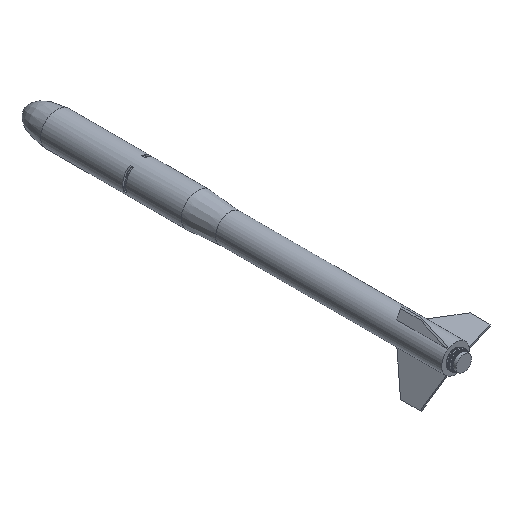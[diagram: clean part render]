
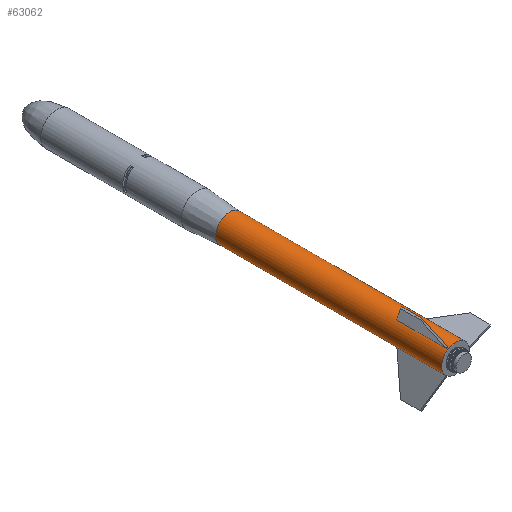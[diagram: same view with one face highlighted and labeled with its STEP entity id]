
A CAD part, isometric view. The second image highlights one B-rep face of the part: STEP entity #63062.
In plain terms, the highlighted cylindrical face has radius 28.15 mm (diameter 56.3 mm), a full revolution.
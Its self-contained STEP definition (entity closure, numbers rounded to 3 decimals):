
#15=ELLIPSE('',#67558,29.478,28.15);
#16=ELLIPSE('',#67561,33.053,28.15);
#17=ELLIPSE('',#67566,29.478,28.15);
#18=ELLIPSE('',#67570,33.053,28.15);
#19=ELLIPSE('',#67575,29.478,28.15);
#20=ELLIPSE('',#67576,29.478,28.15);
#21=ELLIPSE('',#67579,33.053,28.15);
#22=ELLIPSE('',#67580,33.053,28.15);
#33=FACE_BOUND('',#8906,.T.);
#34=FACE_BOUND('',#8907,.T.);
#61=CYLINDRICAL_SURFACE('',#67591,28.15);
#4469=FACE_OUTER_BOUND('',#8905,.T.);
#8905=EDGE_LOOP('',(#48200,#48201,#48202,#48203,#48204,#48205,#48206,#48207,
#48208,#48209,#48210,#48211,#48212));
#8906=EDGE_LOOP('',(#48213,#48214,#48215,#48216));
#8907=EDGE_LOOP('',(#48217,#48218,#48219,#48220));
#15921=LINE('',#99294,#22981);
#15927=LINE('',#99308,#22987);
#15931=LINE('',#99319,#22991);
#15939=LINE('',#99337,#22999);
#15946=LINE('',#99354,#23006);
#15952=LINE('',#99370,#23012);
#15960=LINE('',#99399,#23020);
#15961=LINE('',#99401,#23021);
#22981=VECTOR('',#83506,10.);
#22987=VECTOR('',#83518,10.);
#22991=VECTOR('',#83530,10.);
#22999=VECTOR('',#83546,10.);
#23006=VECTOR('',#83565,10.);
#23012=VECTOR('',#83579,10.);
#23020=VECTOR('',#83615,28.15);
#23021=VECTOR('',#83616,28.15);
#23405=CIRCLE('',#67589,28.15);
#23406=CIRCLE('',#67590,28.15);
#23407=CIRCLE('',#67592,28.15);
#26650=VERTEX_POINT('',#99292);
#26651=VERTEX_POINT('',#99293);
#26654=VERTEX_POINT('',#99301);
#26656=VERTEX_POINT('',#99307);
#26658=VERTEX_POINT('',#99317);
#26659=VERTEX_POINT('',#99318);
#26663=VERTEX_POINT('',#99330);
#26665=VERTEX_POINT('',#99336);
#26668=VERTEX_POINT('',#99352);
#26669=VERTEX_POINT('',#99353);
#26672=VERTEX_POINT('',#99361);
#26673=VERTEX_POINT('',#99362);
#26675=VERTEX_POINT('',#99369);
#26677=VERTEX_POINT('',#99375);
#26681=VERTEX_POINT('',#99393);
#26682=VERTEX_POINT('',#99394);
#26683=VERTEX_POINT('',#99400);
#34036=EDGE_CURVE('',#26650,#26651,#15921,.T.);
#34040=EDGE_CURVE('',#26654,#26650,#15,.T.);
#34043=EDGE_CURVE('',#26656,#26654,#15927,.T.);
#34046=EDGE_CURVE('',#26651,#26656,#16,.T.);
#34048=EDGE_CURVE('',#26658,#26659,#15931,.T.);
#34054=EDGE_CURVE('',#26663,#26658,#17,.T.);
#34057=EDGE_CURVE('',#26665,#26663,#15939,.T.);
#34062=EDGE_CURVE('',#26659,#26665,#18,.T.);
#34065=EDGE_CURVE('',#26668,#26669,#15946,.T.);
#34069=EDGE_CURVE('',#26672,#26673,#19,.T.);
#34072=EDGE_CURVE('',#26673,#26668,#20,.T.);
#34073=EDGE_CURVE('',#26675,#26672,#15952,.T.);
#34076=EDGE_CURVE('',#26669,#26677,#21,.T.);
#34078=EDGE_CURVE('',#26677,#26675,#22,.T.);
#34085=EDGE_CURVE('',#26681,#26682,#23405,.T.);
#34086=EDGE_CURVE('',#26682,#26681,#23406,.T.);
#34088=EDGE_CURVE('',#26682,#26677,#15960,.T.);
#34089=EDGE_CURVE('',#26673,#26683,#15961,.T.);
#34090=EDGE_CURVE('',#26683,#26683,#23407,.T.);
#48200=ORIENTED_EDGE('',*,*,#34085,.F.);
#48201=ORIENTED_EDGE('',*,*,#34086,.F.);
#48202=ORIENTED_EDGE('',*,*,#34088,.T.);
#48203=ORIENTED_EDGE('',*,*,#34078,.T.);
#48204=ORIENTED_EDGE('',*,*,#34073,.T.);
#48205=ORIENTED_EDGE('',*,*,#34069,.T.);
#48206=ORIENTED_EDGE('',*,*,#34089,.T.);
#48207=ORIENTED_EDGE('',*,*,#34090,.F.);
#48208=ORIENTED_EDGE('',*,*,#34089,.F.);
#48209=ORIENTED_EDGE('',*,*,#34072,.T.);
#48210=ORIENTED_EDGE('',*,*,#34065,.T.);
#48211=ORIENTED_EDGE('',*,*,#34076,.T.);
#48212=ORIENTED_EDGE('',*,*,#34088,.F.);
#48213=ORIENTED_EDGE('',*,*,#34043,.T.);
#48214=ORIENTED_EDGE('',*,*,#34040,.T.);
#48215=ORIENTED_EDGE('',*,*,#34036,.T.);
#48216=ORIENTED_EDGE('',*,*,#34046,.T.);
#48217=ORIENTED_EDGE('',*,*,#34057,.T.);
#48218=ORIENTED_EDGE('',*,*,#34054,.T.);
#48219=ORIENTED_EDGE('',*,*,#34048,.T.);
#48220=ORIENTED_EDGE('',*,*,#34062,.T.);
#63062=ADVANCED_FACE('',(#4469,#33,#34),#61,.T.);
#67558=AXIS2_PLACEMENT_3D('',#99302,#83512,#83513);
#67561=AXIS2_PLACEMENT_3D('',#99313,#83523,#83524);
#67566=AXIS2_PLACEMENT_3D('',#99331,#83540,#83541);
#67570=AXIS2_PLACEMENT_3D('',#99346,#83555,#83556);
#67575=AXIS2_PLACEMENT_3D('',#99363,#83571,#83572);
#67576=AXIS2_PLACEMENT_3D('',#99367,#83575,#83576);
#67579=AXIS2_PLACEMENT_3D('',#99376,#83584,#83585);
#67580=AXIS2_PLACEMENT_3D('',#99378,#83587,#83588);
#67589=AXIS2_PLACEMENT_3D('',#99395,#83608,#83609);
#67590=AXIS2_PLACEMENT_3D('',#99396,#83610,#83611);
#67591=AXIS2_PLACEMENT_3D('',#99398,#83613,#83614);
#67592=AXIS2_PLACEMENT_3D('',#99402,#83617,#83618);
#83506=DIRECTION('',(0.,1.,0.));
#83512=DIRECTION('center_axis',(-0.148,-0.955,0.257));
#83513=DIRECTION('ref_axis',(-0.477,0.297,0.827));
#83518=DIRECTION('',(0.,-1.,0.));
#83523=DIRECTION('center_axis',(-0.262,0.852,0.454));
#83524=DIRECTION('ref_axis',(-0.426,-0.524,0.738));
#83530=DIRECTION('',(0.,1.,0.));
#83540=DIRECTION('center_axis',(-0.148,-0.955,-0.257));
#83541=DIRECTION('ref_axis',(-0.477,0.297,-0.827));
#83546=DIRECTION('',(0.,-1.,0.));
#83555=DIRECTION('center_axis',(-0.262,0.852,-0.454));
#83556=DIRECTION('ref_axis',(-0.426,-0.524,-0.738));
#83565=DIRECTION('',(0.,1.,0.));
#83571=DIRECTION('center_axis',(0.297,-0.955,0.));
#83572=DIRECTION('ref_axis',(-0.955,-0.297,0.));
#83575=DIRECTION('center_axis',(0.297,-0.955,0.));
#83576=DIRECTION('ref_axis',(-0.955,-0.297,0.));
#83579=DIRECTION('',(0.,-1.,0.));
#83584=DIRECTION('center_axis',(0.524,0.852,0.));
#83585=DIRECTION('ref_axis',(-0.852,0.524,0.));
#83587=DIRECTION('center_axis',(0.524,0.852,0.));
#83588=DIRECTION('ref_axis',(-0.852,0.524,0.));
#83608=DIRECTION('center_axis',(0.,1.,0.));
#83609=DIRECTION('ref_axis',(-1.,0.,0.));
#83610=DIRECTION('center_axis',(0.,1.,0.));
#83611=DIRECTION('ref_axis',(-1.,0.,0.));
#83613=DIRECTION('center_axis',(0.,1.,0.));
#83614=DIRECTION('ref_axis',(-1.,0.,0.));
#83615=DIRECTION('',(0.,-1.,0.));
#83616=DIRECTION('',(0.,-1.,0.));
#83617=DIRECTION('center_axis',(0.,-1.,0.));
#83618=DIRECTION('ref_axis',(-1.,0.,0.));
#99292=CARTESIAN_POINT('',(-15.438,-119.782,23.539));
#99293=CARTESIAN_POINT('',(-15.438,-19.539,23.539));
#99294=CARTESIAN_POINT('',(-15.438,105.633,23.539));
#99301=CARTESIAN_POINT('',(-12.667,-119.782,25.139));
#99302=CARTESIAN_POINT('Origin',(0.,-128.516,
0.));
#99307=CARTESIAN_POINT('',(-12.667,-19.539,25.139));
#99308=CARTESIAN_POINT('',(-12.667,105.633,25.139));
#99313=CARTESIAN_POINT('Origin',(0.,-2.244,
0.));
#99317=CARTESIAN_POINT('',(-12.667,-119.782,-25.139));
#99318=CARTESIAN_POINT('',(-12.667,-19.539,-25.139));
#99319=CARTESIAN_POINT('',(-12.667,105.633,-25.139));
#99330=CARTESIAN_POINT('',(-15.438,-119.782,-23.539));
#99331=CARTESIAN_POINT('Origin',(0.,-128.516,
0.));
#99336=CARTESIAN_POINT('',(-15.438,-19.539,-23.539));
#99337=CARTESIAN_POINT('',(-15.438,105.633,-23.539));
#99346=CARTESIAN_POINT('Origin',(0.,-2.244,
0.));
#99352=CARTESIAN_POINT('',(28.104,-119.782,1.6));
#99353=CARTESIAN_POINT('',(28.104,-19.539,1.6));
#99354=CARTESIAN_POINT('',(28.104,105.633,1.6));
#99361=CARTESIAN_POINT('',(28.104,-119.782,-1.6));
#99362=CARTESIAN_POINT('',(28.15,-119.767,0.));
#99363=CARTESIAN_POINT('Origin',(0.,-128.516,
0.));
#99367=CARTESIAN_POINT('Origin',(0.,-128.516,
0.));
#99369=CARTESIAN_POINT('',(28.104,-19.539,-1.6));
#99370=CARTESIAN_POINT('',(28.104,105.633,-1.6));
#99375=CARTESIAN_POINT('',(28.15,-19.567,0.));
#99376=CARTESIAN_POINT('Origin',(0.,-2.244,
0.));
#99378=CARTESIAN_POINT('Origin',(0.,-2.244,
0.));
#99393=CARTESIAN_POINT('',(27.454,334.233,6.222));
#99394=CARTESIAN_POINT('',(28.15,334.233,0.));
#99395=CARTESIAN_POINT('Origin',(0.,334.233,
0.));
#99396=CARTESIAN_POINT('Origin',(0.,334.233,
0.));
#99398=CARTESIAN_POINT('Origin',(0.,105.633,
0.));
#99399=CARTESIAN_POINT('',(28.15,105.633,0.));
#99400=CARTESIAN_POINT('',(28.15,-122.967,0.));
#99401=CARTESIAN_POINT('',(28.15,105.633,0.));
#99402=CARTESIAN_POINT('Origin',(0.,-122.967,
0.));
